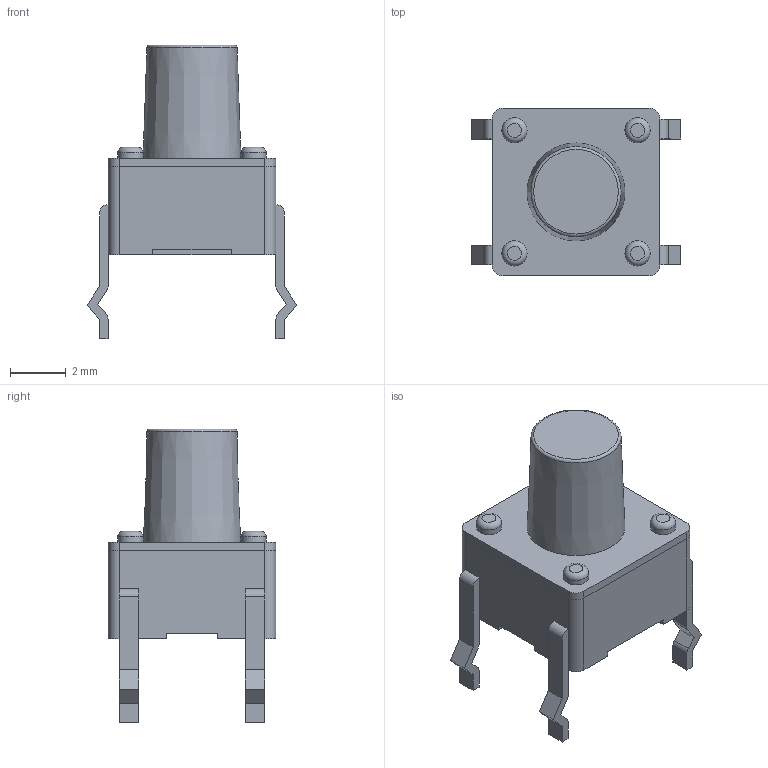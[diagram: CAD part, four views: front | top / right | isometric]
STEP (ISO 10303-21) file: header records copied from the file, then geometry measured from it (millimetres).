
FILE_DESCRIPTION(/* description */ (''),/* implementation_level */ '2;1');
FILE_NAME(/* name */ 'TC-1102-X-H-B.step',/* time_stamp */ '2022-01-02T12:12:17+08:00',/* author */ (''),/* organization */ (''),/* preprocessor_version */ 'ST-DEVELOPER v18.1',/* originating_system */ 'Autodesk Translation Framework v10.10.0.1391',/* authorisation */ '');
FILE_SCHEMA (('AUTOMOTIVE_DESIGN { 1 0 10303 214 3 1 1 }'));
Length unit declared in the file: millimetre
Products named in the file (1): TC-1102-X-H-B
Bounding box: 7.5 x 6 x 10.5 mm (x, y, z)
Volume: 161 mm3; surface area: 303.5 mm2
Topology: 6 solids, 6 shells, 547 faces, 1528 edges, 1018 vertices
Faces by surface type: plane 507, cylinder 34, torus 5, cone 1
Full cylindrical faces by diameter (mm): 0.9 x8, 3.5 x2
Entity records: 17338 total; most frequent: CARTESIAN_POINT 3094, ORIENTED_EDGE 3056, DIRECTION 2707, EDGE_CURVE 1528, LINE 1445, VECTOR 1445, VERTEX_POINT 1018, AXIS2_PLACEMENT_3D 631
